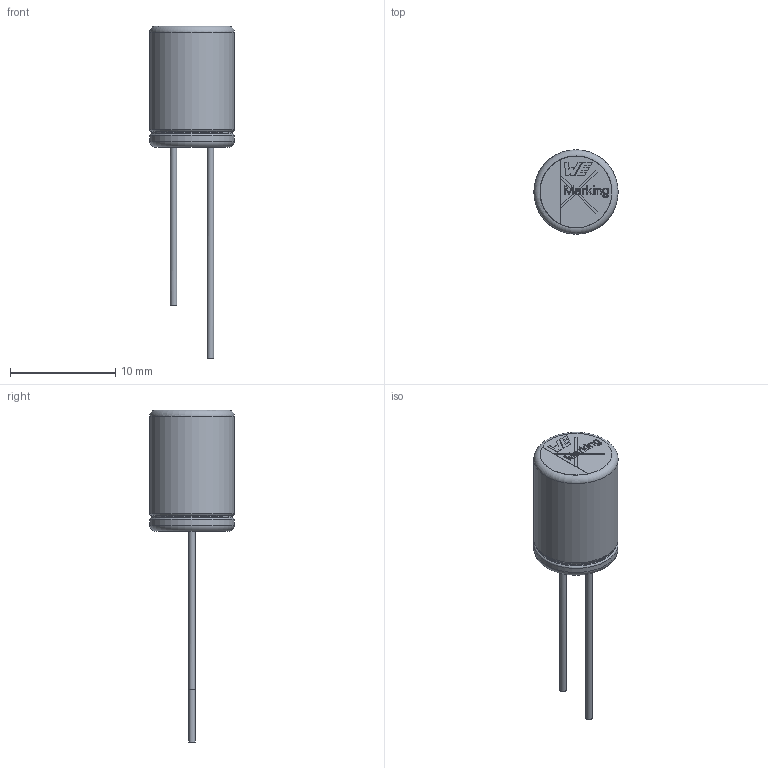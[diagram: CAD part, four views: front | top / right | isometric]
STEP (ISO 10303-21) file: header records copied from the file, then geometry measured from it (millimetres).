
FILE_DESCRIPTION(/* description */ ('Unknown'),/* implementation_level */ '2;1');
FILE_NAME(/* name */ '8x11.5x3.5x0.6',/* time_stamp */ '2020-04-09T12:01:39+02:00',/* author */ ('Unknown'),/* organization */ ('Unknown'),/* preprocessor_version */ 'ST-DEVELOPER v16.7',/* originating_system */ 'DEX',/* authorisation */ $);
FILE_SCHEMA (('AUTOMOTIVE_DESIGN {1 0 10303 214 3 1 1}'));
Length unit declared in the file: millimetre
Products named in the file (1): 8x11.5x3.5x0.6
Bounding box: 8 x 8 x 31.5 mm (x, y, z)
Volume: 573.1 mm3; surface area: 1215.9 mm2
Topology: 3 solids, 3 shells, 197 faces, 482 edges, 312 vertices
Faces by surface type: plane 136, cylinder 27, torus 18, bspline 16
Full cylindrical faces by diameter (mm): 0.6 x2, 0.889 x1, 1.111 x1, 1.778 x1, 2 x1, 4.444 x1, 4.667 x1, 5.333 x1, 5.556 x1, 5.778 x1, 6.622 x1, 6.827 x1, 7.399 x1, 7.419 x1, 7.619 x1, 7.78 x2, 7.8 x2, 8 x2
Entity records: 7635 total; most frequent: CARTESIAN_POINT 2109, ORIENTED_EDGE 876, DIRECTION 735, EDGE_CURVE 438, VERTEX_POINT 309, EDGE_LOOP 259, FACE_BOUND 259, AXIS2_PLACEMENT_3D 253
